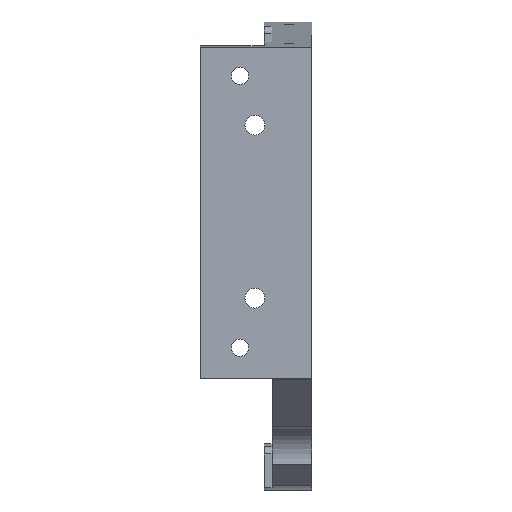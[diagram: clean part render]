
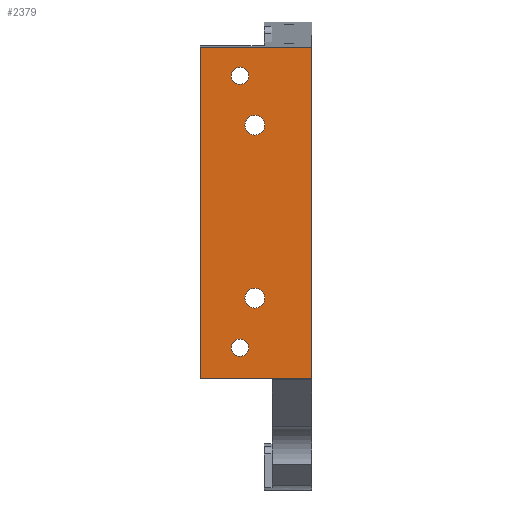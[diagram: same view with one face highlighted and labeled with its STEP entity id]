
A CAD part, front view. The second image highlights one B-rep face of the part: STEP entity #2379.
In plain terms, the highlighted planar face has unit normal (0, -1, 0).
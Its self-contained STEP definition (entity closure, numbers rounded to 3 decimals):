
#52 = DIRECTION ( 'NONE',  ( 1., 0., 0. ) ) ;
#145 = DIRECTION ( 'NONE',  ( 0., 0., -1. ) ) ;
#168 = ORIENTED_EDGE ( 'NONE', *, *, #1759, .F. ) ;
#192 = FACE_OUTER_BOUND ( 'NONE', #6091, .T. ) ;
#241 = CIRCLE ( 'NONE', #5039, 1.75 ) ;
#360 = EDGE_CURVE ( 'NONE', #5714, #6194, #530, .T. ) ;
#411 = ORIENTED_EDGE ( 'NONE', *, *, #3294, .F. ) ;
#530 = CIRCLE ( 'NONE', #1542, 1.75 ) ;
#641 = EDGE_CURVE ( 'NONE', #2776, #4144, #2808, .T. ) ;
#768 = CARTESIAN_POINT ( 'NONE',  ( 0., -60., 61. ) ) ;
#820 = ORIENTED_EDGE ( 'NONE', *, *, #641, .F. ) ;
#828 = AXIS2_PLACEMENT_3D ( 'NONE', #1166, #5871, #5282 ) ;
#839 = CIRCLE ( 'NONE', #6901, 2. ) ;
#919 = VERTEX_POINT ( 'NONE', #3312 ) ;
#1016 = EDGE_CURVE ( 'NONE', #6445, #4634, #5095, .T. ) ;
#1018 = VECTOR ( 'NONE', #6989, 1000. ) ;
#1166 = CARTESIAN_POINT ( 'NONE',  ( -11.5, -60., 45.3 ) ) ;
#1313 = CARTESIAN_POINT ( 'NONE',  ( -11.5, -60., 12.3 ) ) ;
#1356 = CARTESIAN_POINT ( 'NONE',  ( -14.5, -60., 0.3 ) ) ;
#1419 = DIRECTION ( 'NONE',  ( 0., 0., -1. ) ) ;
#1441 = ORIENTED_EDGE ( 'NONE', *, *, #1016, .F. ) ;
#1542 = AXIS2_PLACEMENT_3D ( 'NONE', #1356, #3773, #5036 ) ;
#1734 = DIRECTION ( 'NONE',  ( 0., -1., 0. ) ) ;
#1755 = DIRECTION ( 'NONE',  ( 0., -1., 0. ) ) ;
#1759 = EDGE_CURVE ( 'NONE', #4643, #6445, #1837, .T. ) ;
#1834 = EDGE_CURVE ( 'NONE', #5441, #2892, #6826, .T. ) ;
#1837 = LINE ( 'NONE', #6658, #2155 ) ;
#1846 = VECTOR ( 'NONE', #7371, 1000. ) ;
#1865 = CARTESIAN_POINT ( 'NONE',  ( -14.5, -60., 53.55 ) ) ;
#2090 = FACE_BOUND ( 'NONE', #5047, .T. ) ;
#2137 = EDGE_CURVE ( 'NONE', #2892, #5441, #5947, .T. ) ;
#2155 = VECTOR ( 'NONE', #52, 1000. ) ;
#2234 = VECTOR ( 'NONE', #2286, 1000. ) ;
#2286 = DIRECTION ( 'NONE',  ( 0., 0., 1. ) ) ;
#2358 = PLANE ( 'NONE',  #4061 ) ;
#2379 = ADVANCED_FACE ( 'NONE', ( #5131, #2090, #5721, #6990, #192 ), #2358, .T. ) ;
#2411 = ORIENTED_EDGE ( 'NONE', *, *, #7004, .F. ) ;
#2486 = CIRCLE ( 'NONE', #4245, 1.75 ) ;
#2573 = CARTESIAN_POINT ( 'NONE',  ( -22.5, -60., 61. ) ) ;
#2776 = VERTEX_POINT ( 'NONE', #5033 ) ;
#2808 = CIRCLE ( 'NONE', #4821, 1.75 ) ;
#2892 = VERTEX_POINT ( 'NONE', #7626 ) ;
#2913 = VERTEX_POINT ( 'NONE', #6408 ) ;
#3084 = ORIENTED_EDGE ( 'NONE', *, *, #6771, .T. ) ;
#3102 = DIRECTION ( 'NONE',  ( 0., 0., -1. ) ) ;
#3201 = CARTESIAN_POINT ( 'NONE',  ( 0., -60., -6. ) ) ;
#3294 = EDGE_CURVE ( 'NONE', #919, #4274, #6388, .T. ) ;
#3312 = CARTESIAN_POINT ( 'NONE',  ( -11.5, -60., 47.3 ) ) ;
#3464 = EDGE_LOOP ( 'NONE', ( #3514, #411 ) ) ;
#3514 = ORIENTED_EDGE ( 'NONE', *, *, #5893, .F. ) ;
#3587 = DIRECTION ( 'NONE',  ( 0., -1., 0. ) ) ;
#3683 = ORIENTED_EDGE ( 'NONE', *, *, #360, .F. ) ;
#3773 = DIRECTION ( 'NONE',  ( 0., -1., 0. ) ) ;
#3789 = CARTESIAN_POINT ( 'NONE',  ( -11.5, -60., 10.3 ) ) ;
#3803 = AXIS2_PLACEMENT_3D ( 'NONE', #3789, #4851, #145 ) ;
#4061 = AXIS2_PLACEMENT_3D ( 'NONE', #6548, #3587, #5334 ) ;
#4104 = ORIENTED_EDGE ( 'NONE', *, *, #2137, .F. ) ;
#4143 = DIRECTION ( 'NONE',  ( 0., 0., -1. ) ) ;
#4144 = VERTEX_POINT ( 'NONE', #1865 ) ;
#4201 = LINE ( 'NONE', #6649, #1846 ) ;
#4245 = AXIS2_PLACEMENT_3D ( 'NONE', #6398, #4499, #1419 ) ;
#4274 = VERTEX_POINT ( 'NONE', #7473 ) ;
#4487 = CARTESIAN_POINT ( 'NONE',  ( -14.5, -60., -1.45 ) ) ;
#4499 = DIRECTION ( 'NONE',  ( 0., -1., 0. ) ) ;
#4528 = EDGE_CURVE ( 'NONE', #2913, #4643, #4810, .T. ) ;
#4634 = VERTEX_POINT ( 'NONE', #3201 ) ;
#4643 = VERTEX_POINT ( 'NONE', #2573 ) ;
#4810 = LINE ( 'NONE', #5354, #2234 ) ;
#4821 = AXIS2_PLACEMENT_3D ( 'NONE', #5397, #1734, #4143 ) ;
#4851 = DIRECTION ( 'NONE',  ( 0., -1., 0. ) ) ;
#5033 = CARTESIAN_POINT ( 'NONE',  ( -14.5, -60., 57.05 ) ) ;
#5036 = DIRECTION ( 'NONE',  ( 0., 0., -1. ) ) ;
#5039 = AXIS2_PLACEMENT_3D ( 'NONE', #7672, #7005, #7088 ) ;
#5047 = EDGE_LOOP ( 'NONE', ( #4104, #6595 ) ) ;
#5055 = ORIENTED_EDGE ( 'NONE', *, *, #4528, .F. ) ;
#5095 = LINE ( 'NONE', #5720, #1018 ) ;
#5131 = FACE_BOUND ( 'NONE', #6760, .T. ) ;
#5282 = DIRECTION ( 'NONE',  ( 0., 0., -1. ) ) ;
#5334 = DIRECTION ( 'NONE',  ( 0., 0., -1. ) ) ;
#5354 = CARTESIAN_POINT ( 'NONE',  ( -22.5, -60., -6. ) ) ;
#5397 = CARTESIAN_POINT ( 'NONE',  ( -14.5, -60., 55.3 ) ) ;
#5441 = VERTEX_POINT ( 'NONE', #1313 ) ;
#5504 = DIRECTION ( 'NONE',  ( 0., -1., 0. ) ) ;
#5527 = CARTESIAN_POINT ( 'NONE',  ( -14.5, -60., 2.05 ) ) ;
#5714 = VERTEX_POINT ( 'NONE', #5527 ) ;
#5720 = CARTESIAN_POINT ( 'NONE',  ( 0., -60., -6. ) ) ;
#5721 = FACE_BOUND ( 'NONE', #3464, .T. ) ;
#5837 = EDGE_CURVE ( 'NONE', #6194, #5714, #2486, .T. ) ;
#5871 = DIRECTION ( 'NONE',  ( 0., -1., 0. ) ) ;
#5893 = EDGE_CURVE ( 'NONE', #4274, #919, #839, .T. ) ;
#5947 = CIRCLE ( 'NONE', #7216, 2. ) ;
#6091 = EDGE_LOOP ( 'NONE', ( #1441, #168, #5055, #3084 ) ) ;
#6194 = VERTEX_POINT ( 'NONE', #4487 ) ;
#6388 = CIRCLE ( 'NONE', #828, 2. ) ;
#6398 = CARTESIAN_POINT ( 'NONE',  ( -14.5, -60., 0.3 ) ) ;
#6408 = CARTESIAN_POINT ( 'NONE',  ( -22.5, -60., -6. ) ) ;
#6445 = VERTEX_POINT ( 'NONE', #768 ) ;
#6548 = CARTESIAN_POINT ( 'NONE',  ( -9.6, -60., -6. ) ) ;
#6575 = DIRECTION ( 'NONE',  ( 0., 0., -1. ) ) ;
#6595 = ORIENTED_EDGE ( 'NONE', *, *, #1834, .F. ) ;
#6649 = CARTESIAN_POINT ( 'NONE',  ( -9.6, -60., -6. ) ) ;
#6657 = CARTESIAN_POINT ( 'NONE',  ( -11.5, -60., 45.3 ) ) ;
#6658 = CARTESIAN_POINT ( 'NONE',  ( -9.6, -60., 61. ) ) ;
#6760 = EDGE_LOOP ( 'NONE', ( #7441, #3683 ) ) ;
#6771 = EDGE_CURVE ( 'NONE', #2913, #4634, #4201, .T. ) ;
#6826 = CIRCLE ( 'NONE', #3803, 2. ) ;
#6901 = AXIS2_PLACEMENT_3D ( 'NONE', #6657, #5504, #3102 ) ;
#6989 = DIRECTION ( 'NONE',  ( 0., 0., -1. ) ) ;
#6990 = FACE_BOUND ( 'NONE', #7652, .T. ) ;
#7004 = EDGE_CURVE ( 'NONE', #4144, #2776, #241, .T. ) ;
#7005 = DIRECTION ( 'NONE',  ( 0., -1., 0. ) ) ;
#7088 = DIRECTION ( 'NONE',  ( 0., 0., -1. ) ) ;
#7170 = CARTESIAN_POINT ( 'NONE',  ( -11.5, -60., 10.3 ) ) ;
#7216 = AXIS2_PLACEMENT_3D ( 'NONE', #7170, #1755, #6575 ) ;
#7371 = DIRECTION ( 'NONE',  ( 1., 0., 0. ) ) ;
#7441 = ORIENTED_EDGE ( 'NONE', *, *, #5837, .F. ) ;
#7473 = CARTESIAN_POINT ( 'NONE',  ( -11.5, -60., 43.3 ) ) ;
#7626 = CARTESIAN_POINT ( 'NONE',  ( -11.5, -60., 8.3 ) ) ;
#7652 = EDGE_LOOP ( 'NONE', ( #2411, #820 ) ) ;
#7672 = CARTESIAN_POINT ( 'NONE',  ( -14.5, -60., 55.3 ) ) ;
